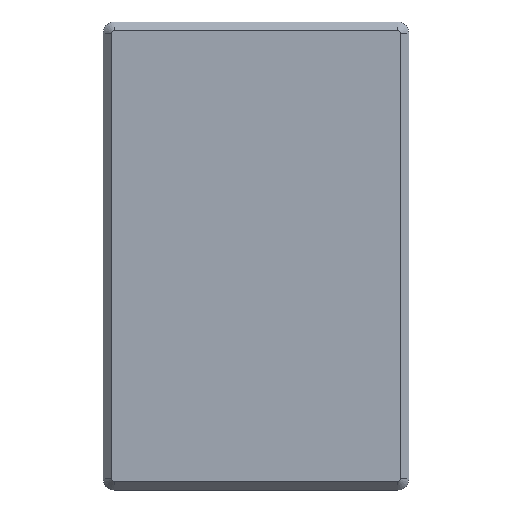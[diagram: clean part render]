
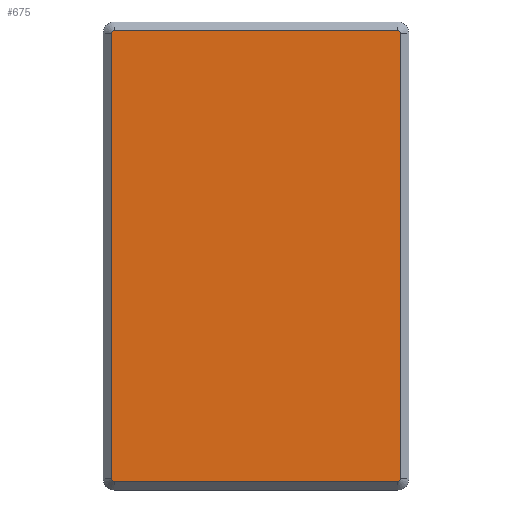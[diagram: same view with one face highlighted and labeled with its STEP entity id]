
A CAD part, top view. The second image highlights one B-rep face of the part: STEP entity #675.
In plain terms, the highlighted planar face has unit normal (0, 0, 1).
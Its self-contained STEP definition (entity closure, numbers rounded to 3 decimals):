
#604 = AXIS2_PLACEMENT_3D ( 'NONE', #23656, #4070, #14103 ) ;
#675 = ADVANCED_FACE ( 'NONE', ( #18932 ), #9500, .T. ) ;
#1213 = ORIENTED_EDGE ( 'NONE', *, *, #5031, .T. ) ;
#1258 = EDGE_CURVE ( 'NONE', #19094, #6989, #12013, .T. ) ;
#1283 = DIRECTION ( 'NONE',  ( 0., 1., 0. ) ) ;
#2398 = ORIENTED_EDGE ( 'NONE', *, *, #17695, .T. ) ;
#2459 = ORIENTED_EDGE ( 'NONE', *, *, #8649, .T. ) ;
#3967 = CIRCLE ( 'NONE', #21769, 2.5 ) ;
#4070 = DIRECTION ( 'NONE',  ( 0., 0., 1. ) ) ;
#4190 = CIRCLE ( 'NONE', #604, 2.5 ) ;
#4524 = CARTESIAN_POINT ( 'NONE',  ( -19.5, 422., 13.5 ) ) ;
#4559 = VECTOR ( 'NONE', #1283, 1000. ) ;
#5031 = EDGE_CURVE ( 'NONE', #20758, #6374, #4190, .T. ) ;
#5302 = ORIENTED_EDGE ( 'NONE', *, *, #18850, .T. ) ;
#5915 = LINE ( 'NONE', #28187, #4559 ) ;
#6006 = ORIENTED_EDGE ( 'NONE', *, *, #1258, .T. ) ;
#6374 = VERTEX_POINT ( 'NONE', #15577 ) ;
#6709 = DIRECTION ( 'NONE',  ( 1., 0., 0. ) ) ;
#6820 = CARTESIAN_POINT ( 'NONE',  ( 262., -19.5, 13.5 ) ) ;
#6989 = VERTEX_POINT ( 'NONE', #14865 ) ;
#7269 = VECTOR ( 'NONE', #10813, 1000. ) ;
#8508 = CARTESIAN_POINT ( 'NONE',  ( 264.5, 422., 13.5 ) ) ;
#8649 = EDGE_CURVE ( 'NONE', #15189, #19094, #3967, .T. ) ;
#9394 = CARTESIAN_POINT ( 'NONE',  ( 262., 422., 13.5 ) ) ;
#9500 = PLANE ( 'NONE',  #25958 ) ;
#9760 = LINE ( 'NONE', #16793, #12079 ) ;
#10204 = DIRECTION ( 'NONE',  ( 1., 0., 0. ) ) ;
#10335 = LINE ( 'NONE', #29729, #7269 ) ;
#10813 = DIRECTION ( 'NONE',  ( -1., 0., 0. ) ) ;
#11480 = EDGE_CURVE ( 'NONE', #20876, #15189, #10335, .T. ) ;
#11496 = DIRECTION ( 'NONE',  ( 0., 0., 1. ) ) ;
#11548 = VECTOR ( 'NONE', #17593, 1000. ) ;
#12013 = LINE ( 'NONE', #4524, #11548 ) ;
#12079 = VECTOR ( 'NONE', #22028, 1000. ) ;
#12663 = CIRCLE ( 'NONE', #23338, 2.5 ) ;
#13880 = DIRECTION ( 'NONE',  ( 0., 0., 1. ) ) ;
#14103 = DIRECTION ( 'NONE',  ( 1., 0., 0. ) ) ;
#14244 = AXIS2_PLACEMENT_3D ( 'NONE', #28795, #17053, #10204 ) ;
#14320 = CARTESIAN_POINT ( 'NONE',  ( 262., 424.5, 13.5 ) ) ;
#14600 = DIRECTION ( 'NONE',  ( 1., 0., 0. ) ) ;
#14865 = CARTESIAN_POINT ( 'NONE',  ( -19.5, -17., 13.5 ) ) ;
#15189 = VERTEX_POINT ( 'NONE', #25901 ) ;
#15577 = CARTESIAN_POINT ( 'NONE',  ( 264.5, -17., 13.5 ) ) ;
#16793 = CARTESIAN_POINT ( 'NONE',  ( -17., -19.5, 13.5 ) ) ;
#17030 = EDGE_CURVE ( 'NONE', #30586, #20758, #9760, .T. ) ;
#17053 = DIRECTION ( 'NONE',  ( 0., 0., 1. ) ) ;
#17593 = DIRECTION ( 'NONE',  ( 0., -1., 0. ) ) ;
#17695 = EDGE_CURVE ( 'NONE', #20208, #20876, #12663, .T. ) ;
#18850 = EDGE_CURVE ( 'NONE', #6374, #20208, #5915, .T. ) ;
#18932 = FACE_OUTER_BOUND ( 'NONE', #21764, .T. ) ;
#19094 = VERTEX_POINT ( 'NONE', #31041 ) ;
#19137 = EDGE_CURVE ( 'NONE', #6989, #30586, #21872, .T. ) ;
#20208 = VERTEX_POINT ( 'NONE', #8508 ) ;
#20758 = VERTEX_POINT ( 'NONE', #6820 ) ;
#20876 = VERTEX_POINT ( 'NONE', #14320 ) ;
#21764 = EDGE_LOOP ( 'NONE', ( #22534, #23362, #1213, #5302, #2398, #24936, #2459, #6006 ) ) ;
#21769 = AXIS2_PLACEMENT_3D ( 'NONE', #23744, #11496, #6709 ) ;
#21872 = CIRCLE ( 'NONE', #14244, 2.5 ) ;
#22028 = DIRECTION ( 'NONE',  ( 1., 0., 0. ) ) ;
#22534 = ORIENTED_EDGE ( 'NONE', *, *, #19137, .T. ) ;
#23338 = AXIS2_PLACEMENT_3D ( 'NONE', #9394, #13880, #28957 ) ;
#23362 = ORIENTED_EDGE ( 'NONE', *, *, #17030, .T. ) ;
#23656 = CARTESIAN_POINT ( 'NONE',  ( 262., -17., 13.5 ) ) ;
#23744 = CARTESIAN_POINT ( 'NONE',  ( -17., 422., 13.5 ) ) ;
#24304 = DIRECTION ( 'NONE',  ( 0., 0., 1. ) ) ;
#24936 = ORIENTED_EDGE ( 'NONE', *, *, #11480, .T. ) ;
#25901 = CARTESIAN_POINT ( 'NONE',  ( -17., 424.5, 13.5 ) ) ;
#25958 = AXIS2_PLACEMENT_3D ( 'NONE', #26687, #24304, #14600 ) ;
#26687 = CARTESIAN_POINT ( 'NONE',  ( -17., -17., 13.5 ) ) ;
#28187 = CARTESIAN_POINT ( 'NONE',  ( 264.5, -17., 13.5 ) ) ;
#28795 = CARTESIAN_POINT ( 'NONE',  ( -17., -17., 13.5 ) ) ;
#28957 = DIRECTION ( 'NONE',  ( 1., 0., 0. ) ) ;
#29617 = CARTESIAN_POINT ( 'NONE',  ( -17., -19.5, 13.5 ) ) ;
#29729 = CARTESIAN_POINT ( 'NONE',  ( 262., 424.5, 13.5 ) ) ;
#30586 = VERTEX_POINT ( 'NONE', #29617 ) ;
#31041 = CARTESIAN_POINT ( 'NONE',  ( -19.5, 422., 13.5 ) ) ;
